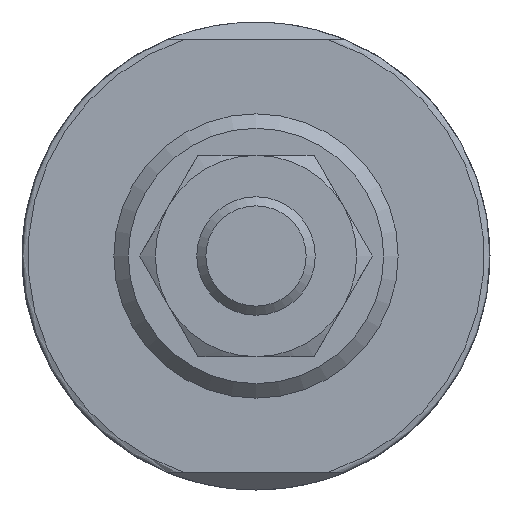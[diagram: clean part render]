
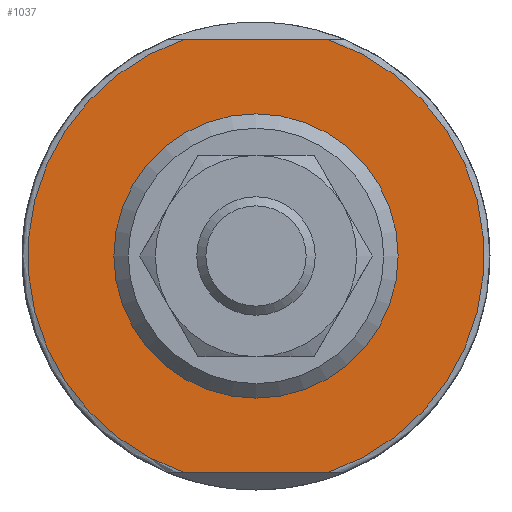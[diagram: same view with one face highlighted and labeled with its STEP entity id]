
A CAD part, left-side view. The second image highlights one B-rep face of the part: STEP entity #1037.
In plain terms, the highlighted planar face has unit normal (-1, 0, 0).
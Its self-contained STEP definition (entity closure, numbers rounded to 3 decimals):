
#43=PLANE('',#1191);
#139=LINE('',#1767,#179);
#140=LINE('',#1771,#180);
#179=VECTOR('',#1375,1000.);
#180=VECTOR('',#1378,1000.);
#243=ORIENTED_EDGE('',*,*,#523,.F.);
#244=ORIENTED_EDGE('',*,*,#524,.T.);
#245=ORIENTED_EDGE('',*,*,#525,.F.);
#246=ORIENTED_EDGE('',*,*,#526,.F.);
#247=ORIENTED_EDGE('',*,*,#527,.T.);
#523=EDGE_CURVE('',#661,#662,#743,.T.);
#524=EDGE_CURVE('',#661,#663,#139,.T.);
#525=EDGE_CURVE('',#664,#663,#744,.T.);
#526=EDGE_CURVE('',#662,#664,#140,.T.);
#527=EDGE_CURVE('',#665,#665,#745,.T.);
#661=VERTEX_POINT('',#1765);
#662=VERTEX_POINT('',#1766);
#663=VERTEX_POINT('',#1768);
#664=VERTEX_POINT('',#1770);
#665=VERTEX_POINT('',#1773);
#743=CIRCLE('',#1192,19.25);
#744=CIRCLE('',#1193,19.25);
#745=CIRCLE('',#1194,12.);
#803=EDGE_LOOP('',(#243,#244,#245,#246));
#804=EDGE_LOOP('',(#247));
#915=FACE_BOUND('',#803,.T.);
#916=FACE_BOUND('',#804,.T.);
#1037=ADVANCED_FACE('',(#915,#916),#43,.F.);
#1191=AXIS2_PLACEMENT_3D('',#1763,#1371,#1372);
#1192=AXIS2_PLACEMENT_3D('',#1764,#1373,#1374);
#1193=AXIS2_PLACEMENT_3D('',#1769,#1376,#1377);
#1194=AXIS2_PLACEMENT_3D('',#1772,#1379,#1380);
#1371=DIRECTION('',(1.,0.,0.));
#1372=DIRECTION('',(0.,0.,-1.));
#1373=DIRECTION('',(1.,0.,0.));
#1374=DIRECTION('',(0.,0.,-1.));
#1375=DIRECTION('',(0.,-1.,0.));
#1376=DIRECTION('',(1.,0.,0.));
#1377=DIRECTION('',(0.,0.,-1.));
#1378=DIRECTION('',(0.,-1.,0.));
#1379=DIRECTION('',(1.,0.,0.));
#1380=DIRECTION('',(0.,0.,-1.));
#1763=CARTESIAN_POINT('',(0.,0.,0.));
#1764=CARTESIAN_POINT('',(0.,0.,0.));
#1765=CARTESIAN_POINT('',(0.,6.124,-18.25));
#1766=CARTESIAN_POINT('',(0.,6.124,18.25));
#1767=CARTESIAN_POINT('',(0.,20.,-18.25));
#1768=CARTESIAN_POINT('',(0.,-6.124,-18.25));
#1769=CARTESIAN_POINT('',(0.,0.,0.));
#1770=CARTESIAN_POINT('',(0.,-6.124,18.25));
#1771=CARTESIAN_POINT('',(0.,20.,18.25));
#1772=CARTESIAN_POINT('',(0.,0.,0.));
#1773=CARTESIAN_POINT('',(0.,0.,-12.));
